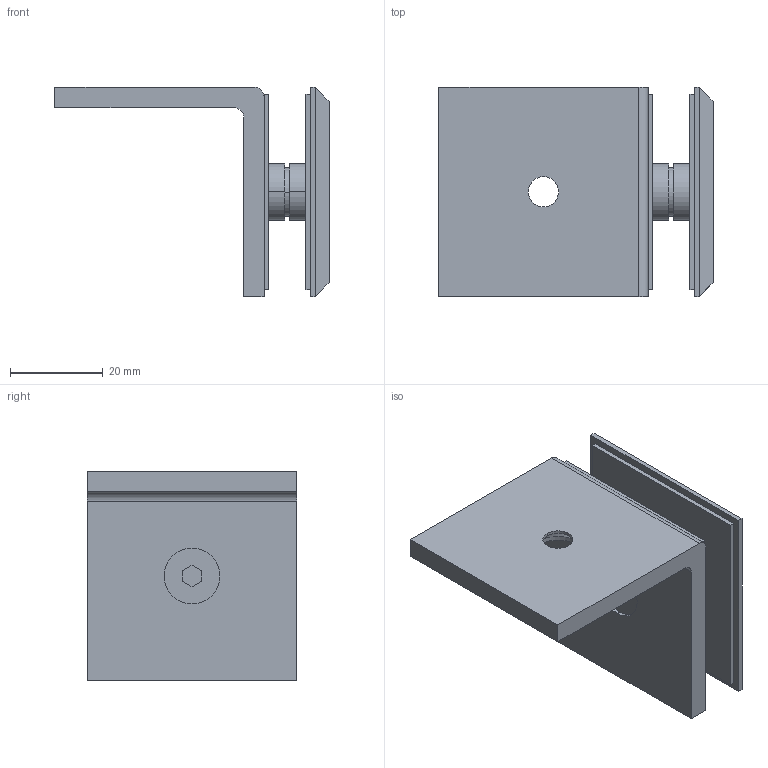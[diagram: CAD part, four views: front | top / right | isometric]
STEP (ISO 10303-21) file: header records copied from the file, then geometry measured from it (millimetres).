
FILE_DESCRIPTION (( 'STEP AP203' ), '1' );
FILE_NAME ('GS-ZN_ZP-907_S.STEP', '2019-04-05T11:11:37', ( '' ), ( '' ), 'SwSTEP 2.0', 'SolidWorks 2018', '' );
FILE_SCHEMA (( 'CONFIG_CONTROL_DESIGN' ));
Length unit declared in the file: millimetre
Products named in the file (5): GS-ZN_ZP-907_S; M6x12_DIN 7991 907; GS-ZN-ZP-907-S P2; GS-ZN-ZP-907-S P1; Plastic 907
Assembly tree (5 placements, depth 2):
  GS-ZN_ZP-907_S
    GS-ZN-ZP-907-S P1
    GS-ZN-ZP-907-S P2
    Plastic 907  x2
    M6x12_DIN 7991 907
Bounding box: 59 x 45 x 45 mm (x, y, z)
Volume: 28260.5 mm3; surface area: 21907.9 mm2
Topology: 5 solids, 5 shells, 107 faces, 253 edges, 161 vertices
Faces by surface type: cylinder 47, plane 45, cone 11, torus 2, bspline 2
Entity records: 5220 total; most frequent: CARTESIAN_POINT 2538, ORIENTED_EDGE 458, DIRECTION 438, EDGE_CURVE 229, AXIS2_PLACEMENT_3D 157, VERTEX_POINT 145, VECTOR 124, LINE 124
